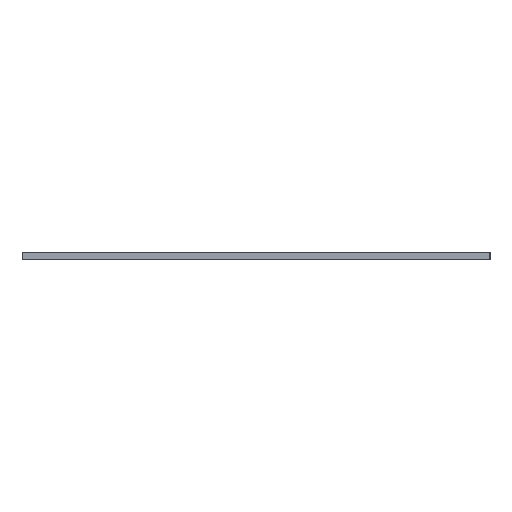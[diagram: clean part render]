
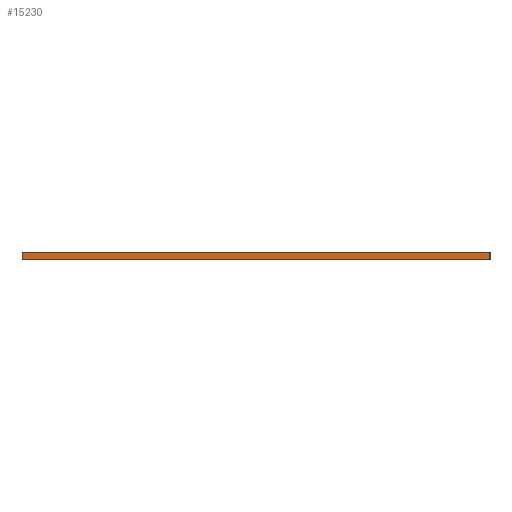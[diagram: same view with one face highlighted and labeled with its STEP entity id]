
A CAD part, left-side view. The second image highlights one B-rep face of the part: STEP entity #15230.
In plain terms, the highlighted planar face has unit normal (-1, 0, 0).
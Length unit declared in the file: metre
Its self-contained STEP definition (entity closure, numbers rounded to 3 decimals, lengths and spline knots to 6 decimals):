
#1176=ORIENTED_EDGE('',*,*,#5856,.F.);
#1177=ORIENTED_EDGE('',*,*,#5857,.F.);
#1178=ORIENTED_EDGE('',*,*,#5858,.T.);
#1179=ORIENTED_EDGE('',*,*,#5859,.T.);
#5856=EDGE_CURVE('',#8196,#8197,#9756,.T.);
#5857=EDGE_CURVE('',#8198,#8196,#9757,.T.);
#5858=EDGE_CURVE('',#8198,#8199,#9758,.T.);
#5859=EDGE_CURVE('',#8199,#8197,#9759,.T.);
#8196=VERTEX_POINT('',#22268);
#8197=VERTEX_POINT('',#22269);
#8198=VERTEX_POINT('',#22271);
#8199=VERTEX_POINT('',#22273);
#9756=LINE('',#22267,#11320);
#9757=LINE('',#22270,#11321);
#9758=LINE('',#22272,#11322);
#9759=LINE('',#22274,#11323);
#11320=VECTOR('',#17587,1.);
#11321=VECTOR('',#17588,1.);
#11322=VECTOR('',#17589,1.);
#11323=VECTOR('',#17590,1.);
#12884=EDGE_LOOP('',(#1176,#1177,#1178,#1179));
#13860=FACE_BOUND('',#12884,.T.);
#14836=PLANE('',#16025);
#15230=ADVANCED_FACE('',(#13860),#14836,.T.);
#16025=AXIS2_PLACEMENT_3D('',#22266,#17585,#17586);
#17585=DIRECTION('',(-1.,0.,0.));
#17586=DIRECTION('',(0.,0.,1.));
#17587=DIRECTION('',(0.,1.,0.));
#17588=DIRECTION('',(0.,0.,-1.));
#17589=DIRECTION('',(0.,1.,0.));
#17590=DIRECTION('',(0.,0.,-1.));
#22266=CARTESIAN_POINT('',(0.,-0.050006,0.0015));
#22267=CARTESIAN_POINT('',(0.,-0.050006,0.));
#22268=CARTESIAN_POINT('',(0.,-0.100013,0.));
#22269=CARTESIAN_POINT('',(0.,0.,0.));
#22270=CARTESIAN_POINT('',(0.,-0.100013,0.0015));
#22271=CARTESIAN_POINT('',(0.,-0.100013,0.0015));
#22272=CARTESIAN_POINT('',(0.,-0.050006,0.0015));
#22273=CARTESIAN_POINT('',(0.,0.,0.0015));
#22274=CARTESIAN_POINT('',(0.,0.,0.0015));
